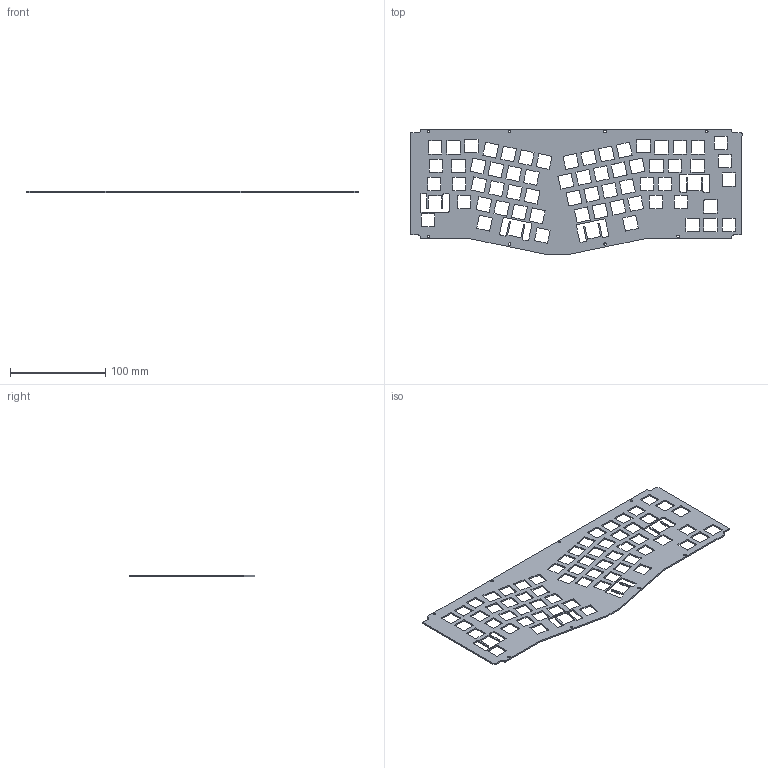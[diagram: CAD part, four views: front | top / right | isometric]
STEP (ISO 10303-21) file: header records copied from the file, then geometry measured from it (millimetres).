
FILE_DESCRIPTION(/* description */ (''),/* implementation_level */ '2;1');
FILE_NAME(/* name */ 'Plate.step',/* time_stamp */ '2020-09-23T16:49:50-04:00',/* author */ (''),/* organization */ (''),/* preprocessor_version */ 'ST-DEVELOPER v18.1',/* originating_system */ 'Autodesk Translation Framework v9.3.0.1241',/* authorisation */ '');
FILE_SCHEMA (('AUTOMOTIVE_DESIGN { 1 0 10303 214 3 1 1 }'));
Length unit declared in the file: millimetre
Products named in the file (1): case
Bounding box: 347.93 x 131.88 x 1.5 mm (x, y, z)
Volume: 40604.4 mm3; surface area: 61808.3 mm2
Topology: 1 solids, 1 shells, 638 faces, 1908 edges, 1272 vertices
Faces by surface type: cylinder 320, plane 318
Full cylindrical faces by diameter (mm): 2.699 x8
Entity records: 21988 total; most frequent: DIRECTION 3826, CARTESIAN_POINT 3819, ORIENTED_EDGE 3816, EDGE_CURVE 1908, AXIS2_PLACEMENT_3D 1279, VERTEX_POINT 1272, LINE 1268, VECTOR 1268
